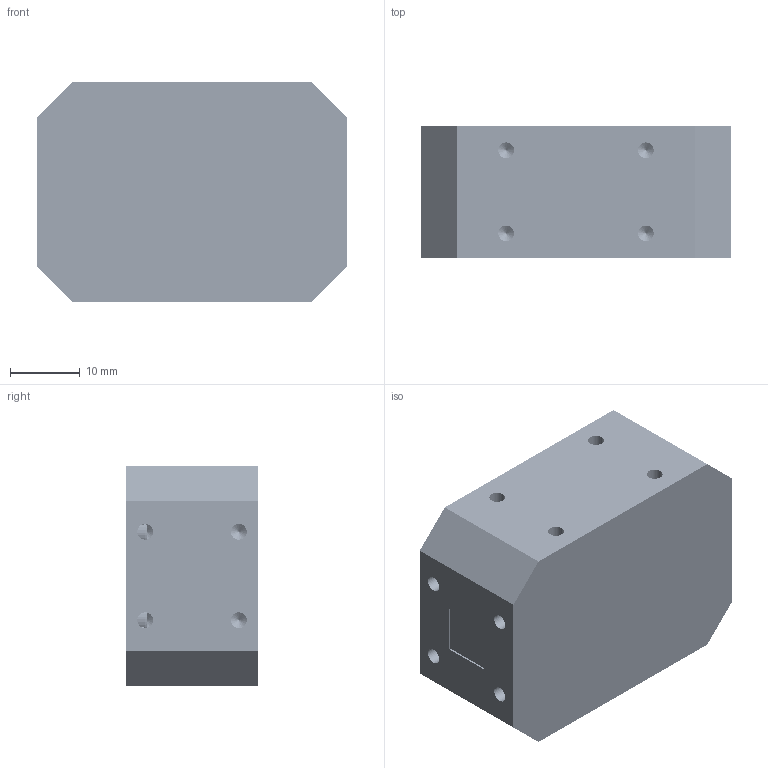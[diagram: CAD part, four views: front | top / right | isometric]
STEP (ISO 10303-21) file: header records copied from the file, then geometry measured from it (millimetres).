
FILE_DESCRIPTION (( 'STEP AP203' ), '1' );
FILE_NAME ('SAT-FA-28028-S1.STEP', '2019-02-11T19:11:56', ( '' ), ( '' ), 'SwSTEP 2.0', 'SolidWorks 2016', '' );
FILE_SCHEMA (( 'CONFIG_CONTROL_DESIGN' ));
Products named in the file (1): SAT-FA-28028-S1
Bounding box: 44.45 x 19.05 x 31.75 mm (x, y, z)
Volume: 25019.6 mm3; surface area: 13600.5 mm2
Topology: 19 solids, 19 shells, 2215 faces, 6060 edges, 3915 vertices
Faces by surface type: cylinder 1693, cone 260, plane 228, bspline 34
Entity records: 105432 total; most frequent: CARTESIAN_POINT 58757, ORIENTED_EDGE 12048, DIRECTION 7683, EDGE_CURVE 6024, VERTEX_POINT 3915, AXIS2_PLACEMENT_3D 2777, EDGE_LOOP 2321, FACE_OUTER_BOUND 2215
